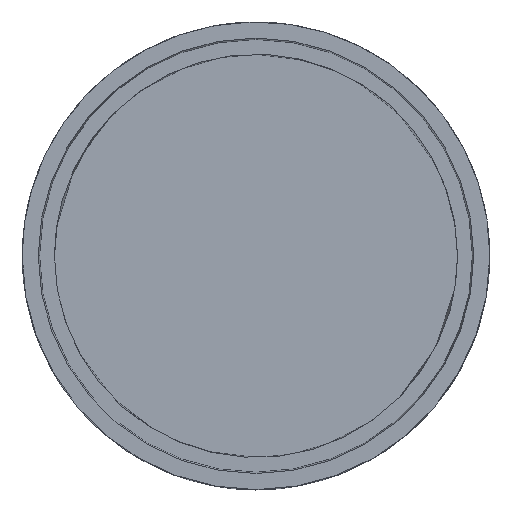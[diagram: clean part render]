
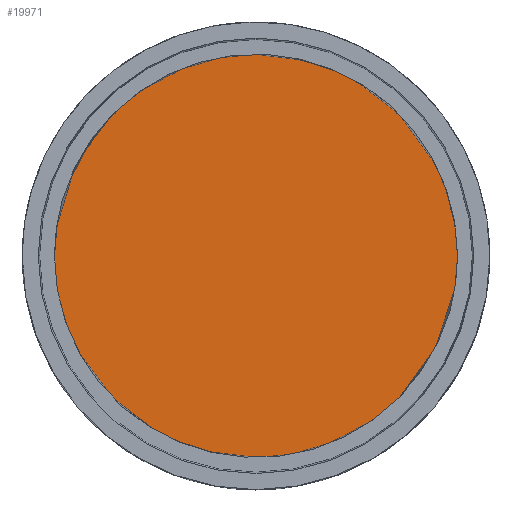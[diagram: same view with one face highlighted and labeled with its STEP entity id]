
A CAD part, top view. The second image highlights one B-rep face of the part: STEP entity #19971.
In plain terms, the highlighted planar face has unit normal (0, 0, 1).
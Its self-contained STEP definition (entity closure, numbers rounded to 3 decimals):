
#1938 = AXIS2_PLACEMENT_3D ( 'NONE', #15280, #11931, #3738 ) ;
#2409 = FACE_OUTER_BOUND ( 'NONE', #15670, .T. ) ;
#2952 = AXIS2_PLACEMENT_3D ( 'NONE', #10715, #17517, #12548 ) ;
#3738 = DIRECTION ( 'NONE',  ( 1., 0., 0. ) ) ;
#4236 = ORIENTED_EDGE ( 'NONE', *, *, #14816, .T. ) ;
#5056 = CARTESIAN_POINT ( 'NONE',  ( 0., 0., 0. ) ) ;
#5198 = CARTESIAN_POINT ( 'NONE',  ( 750., 0., 0. ) ) ;
#6399 = EDGE_CURVE ( 'NONE', #12558, #19124, #6451, .T. ) ;
#6451 = CIRCLE ( 'NONE', #19546, 750. ) ;
#8477 = CIRCLE ( 'NONE', #1938, 750. ) ;
#9730 = ORIENTED_EDGE ( 'NONE', *, *, #6399, .T. ) ;
#10715 = CARTESIAN_POINT ( 'NONE',  ( 0., 0., 0. ) ) ;
#11628 = DIRECTION ( 'NONE',  ( 0., 0., 1. ) ) ;
#11931 = DIRECTION ( 'NONE',  ( 0., 0., 1. ) ) ;
#12548 = DIRECTION ( 'NONE',  ( 1., 0., 0. ) ) ;
#12558 = VERTEX_POINT ( 'NONE', #5198 ) ;
#13368 = DIRECTION ( 'NONE',  ( 1., 0., 0. ) ) ;
#14816 = EDGE_CURVE ( 'NONE', #19124, #12558, #8477, .T. ) ;
#15280 = CARTESIAN_POINT ( 'NONE',  ( 0., 0., 0. ) ) ;
#15670 = EDGE_LOOP ( 'NONE', ( #9730, #4236 ) ) ;
#15897 = PLANE ( 'NONE',  #2952 ) ;
#17517 = DIRECTION ( 'NONE',  ( 0., 0., 1. ) ) ;
#19124 = VERTEX_POINT ( 'NONE', #21129 ) ;
#19546 = AXIS2_PLACEMENT_3D ( 'NONE', #5056, #11628, #13368 ) ;
#19971 = ADVANCED_FACE ( 'NONE', ( #2409 ), #15897, .T. ) ;
#21129 = CARTESIAN_POINT ( 'NONE',  ( -750., 0., 0. ) ) ;
